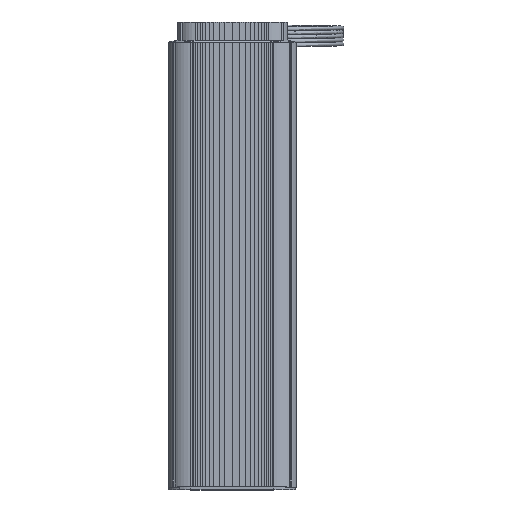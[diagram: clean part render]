
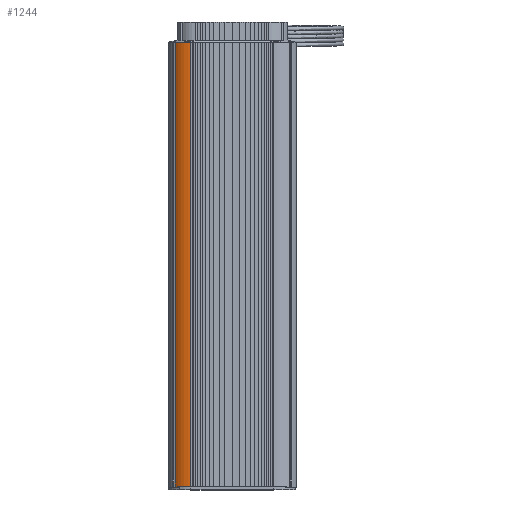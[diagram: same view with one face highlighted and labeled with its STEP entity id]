
A CAD part, top view. The second image highlights one B-rep face of the part: STEP entity #1244.
In plain terms, the highlighted cylindrical face has radius 32.5 mm (diameter 65 mm), a partial arc.
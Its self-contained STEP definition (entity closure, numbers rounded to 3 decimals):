
#713 = VERTEX_POINT ( 'NONE', #9417 ) ;
#719 = EDGE_CURVE ( 'NONE', #713, #814, #9390, .T. ) ;
#814 = VERTEX_POINT ( 'NONE', #9779 ) ;
#1008 = VERTEX_POINT ( 'NONE', #10328 ) ;
#1088 = VERTEX_POINT ( 'NONE', #10641 ) ;
#1158 = EDGE_CURVE ( 'NONE', #1008, #1088, #10797, .T. ) ;
#1170 = ORIENTED_EDGE ( 'NONE', *, *, #719, .T. ) ;
#1205 = EDGE_LOOP ( 'NONE', ( #1350, #1352, #1170, #1334 ) ) ;
#1244 = ADVANCED_FACE ( 'NONE', ( #11059 ), #11057, .T. ) ;
#1334 = ORIENTED_EDGE ( 'NONE', *, *, #1335, .F. ) ;
#1335 = EDGE_CURVE ( 'NONE', #1088, #814, #11421, .T. ) ;
#1350 = ORIENTED_EDGE ( 'NONE', *, *, #1158, .F. ) ;
#1352 = ORIENTED_EDGE ( 'NONE', *, *, #1353, .T. ) ;
#1353 = EDGE_CURVE ( 'NONE', #1008, #713, #11470, .T. ) ;
#9382 = DIRECTION ( 'NONE',  ( 0., 0., 1. ) ) ;
#9385 = DIRECTION ( 'NONE',  ( 0., -1., 0. ) ) ;
#9386 = CARTESIAN_POINT ( 'NONE',  ( -56.5, 0., 0. ) ) ;
#9388 = AXIS2_PLACEMENT_3D ( 'NONE', #9386, #9385, #9382 ) ;
#9390 = CIRCLE ( 'NONE', #9388, 32.5 ) ;
#9417 = CARTESIAN_POINT ( 'NONE',  ( -78.021, 0., -24.353 ) ) ;
#9779 = CARTESIAN_POINT ( 'NONE',  ( -56.5, 0., -32.5 ) ) ;
#10328 = CARTESIAN_POINT ( 'NONE',  ( -78.021, -608., -24.353 ) ) ;
#10641 = CARTESIAN_POINT ( 'NONE',  ( -56.5, -608., -32.5 ) ) ;
#10790 = DIRECTION ( 'NONE',  ( 0., 0., 1. ) ) ;
#10791 = DIRECTION ( 'NONE',  ( 0., -1., 0. ) ) ;
#10793 = CARTESIAN_POINT ( 'NONE',  ( -56.5, -608., 0. ) ) ;
#10794 = AXIS2_PLACEMENT_3D ( 'NONE', #10793, #10791, #10790 ) ;
#10797 = CIRCLE ( 'NONE', #10794, 32.5 ) ;
#11049 = DIRECTION ( 'NONE',  ( 0., 0., 1. ) ) ;
#11051 = DIRECTION ( 'NONE',  ( 0., 1., 0. ) ) ;
#11052 = CARTESIAN_POINT ( 'NONE',  ( -56.5, -608., 0. ) ) ;
#11053 = AXIS2_PLACEMENT_3D ( 'NONE', #11052, #11051, #11049 ) ;
#11057 = CYLINDRICAL_SURFACE ( 'NONE', #11053, 32.5 ) ;
#11059 = FACE_OUTER_BOUND ( 'NONE', #1205, .T. ) ;
#11409 = DIRECTION ( 'NONE',  ( 0., 1., 0. ) ) ;
#11411 = VECTOR ( 'NONE', #11409, 1000. ) ;
#11413 = CARTESIAN_POINT ( 'NONE',  ( -56.5, -608., -32.5 ) ) ;
#11421 = LINE ( 'NONE', #11413, #11411 ) ;
#11461 = DIRECTION ( 'NONE',  ( 0., 1., 0. ) ) ;
#11463 = VECTOR ( 'NONE', #11461, 1000. ) ;
#11464 = CARTESIAN_POINT ( 'NONE',  ( -78.021, -608., -24.353 ) ) ;
#11470 = LINE ( 'NONE', #11464, #11463 ) ;
